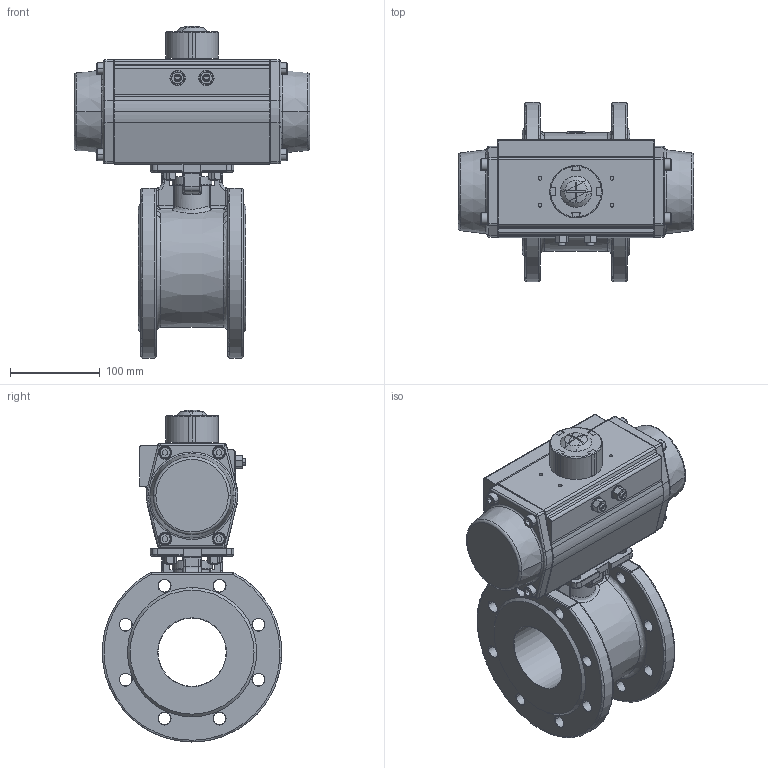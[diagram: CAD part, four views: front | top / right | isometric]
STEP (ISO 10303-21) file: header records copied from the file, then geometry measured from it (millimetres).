
FILE_DESCRIPTION(('HOOPS Exchange Step'),'2;1');
FILE_NAME('PK0600_DN80.stp','2025-05-09T11:38:36+02:00',('nieru'),('Unknown organisation'),'HOOPS Exchange 2024.2','HOOPS Exchange','Unknown authorisation');
FILE_SCHEMA( ('AP203_CONFIGURATION_CONTROLLED_3D_DESIGN_OF_MECHANICAL_PARTS_AND_ASSEMBLIES_MIM_LF') );
Length unit declared in the file: millimetre
Products named in the file (5): 0; root
Assembly tree (4 placements, depth 3):
  root
    0
      0
      0
      0
Bounding box: 262 x 199.7 x 369.68 mm (x, y, z)
Volume: 3310234.6 mm3; surface area: 466441.9 mm2
Topology: 36 solids, 36 shells, 1691 faces, 4095 edges, 2476 vertices
Faces by surface type: cylinder 596, plane 462, bspline 212, torus 189, cone 184, sphere 48
Full cylindrical faces by diameter (mm): 6.8 x1, 76 x1
Entity records: 76016 total; most frequent: CARTESIAN_POINT 37825, ORIENTED_EDGE 8080, DIRECTION 7703, EDGE_CURVE 4040, AXIS2_PLACEMENT_3D 3049, VERTEX_POINT 2478, EDGE_LOOP 1848, FACE_BOUND 1848
